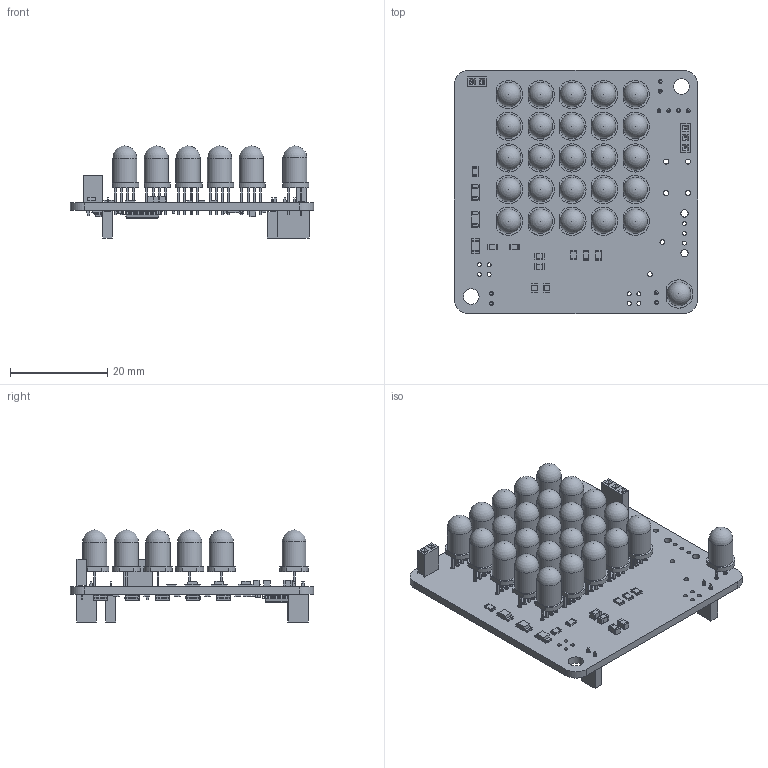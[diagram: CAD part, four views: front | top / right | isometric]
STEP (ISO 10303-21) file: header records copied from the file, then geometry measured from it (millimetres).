
FILE_DESCRIPTION(('KiCad electronic assembly'),'2;1');
FILE_NAME('led_2048.step','2024-08-15T23:24:07',('Pcbnew'),('Kicad'), 'Open CASCADE STEP processor 7.8','KiCad to STEP converter','Unknown' );
FILE_SCHEMA(('AUTOMOTIVE_DESIGN { 1 0 10303 214 1 1 1 1 }'));
Length unit declared in the file: millimetre
Products named in the file (26): led_2048 1; LED_D5.0mm-4_RGB; LED_D5.0mm-4; R_0805_2012Metric; C_0805_2012Metric; LED_D5.0mm; LED_1206_3216Metric; PinSocket_1x03_P2.00mm_Vertical; PinSocket_1x03_P200mm_Vertical; PinSocket_1x02_P2.00mm_Vertical; PinSocket_1x02_P200mm_Vertical; SOT-23-3; C_0402_1005Metric; PinSocket_1x04_P2.00mm_Vertical; PinSocket_1x04_P200mm_Vertical; LQFP-48_7x7mm_P0.5mm; LQFP_48_7x7mm_P05mm; R_0603_1608Metric; _autosave-led_2048_PCB
Assembly tree (78 placements, depth 3):
  led_2048 1
    LED_D5.0mm-4_RGB  x25
      LED_D5.0mm-4
    R_0805_2012Metric  x12
      R_0805_2012Metric
    C_0805_2012Metric  x5
      C_0805_2012Metric
    LED_D5.0mm
      LED_D5.0mm
    LED_1206_3216Metric  x3
      LED_1206_3216Metric
    PinSocket_1x03_P2.00mm_Vertical
      PinSocket_1x03_P200mm_Vertical
    PinSocket_1x02_P2.00mm_Vertical  x4
      PinSocket_1x02_P200mm_Vertical
    SOT-23-3  x5
      SOT-23-3
    C_0402_1005Metric  x5
      C_0402_1005Metric
    PinSocket_1x04_P2.00mm_Vertical
      PinSocket_1x04_P200mm_Vertical
    LQFP-48_7x7mm_P0.5mm
      LQFP_48_7x7mm_P05mm
    R_0603_1608Metric  x2
      R_0603_1608Metric
    _autosave-led_2048_PCB
Bounding box: 50 x 50 x 18.9 mm (x, y, z)
Volume: 8486.9 mm3; surface area: 12361.2 mm2
Topology: 66 solids, 66 shells, 3242 faces, 8337 edges, 5378 vertices
Faces by surface type: plane 2353, cylinder 703, bspline 160, sphere 26
Full cylindrical faces by diameter (mm): 0.5 x1, 0.8 x123, 0.813 x3, 0.9 x2, 1 x2, 1.05 x4, 1.499 x2, 3.2 x2, 4.9 x1, 5 x25
Entity records: 59396 total; most frequent: CARTESIAN_POINT 11360, ORIENTED_EDGE 7938, DIRECTION 7637, EDGE_CURVE 3969, LINE 3087, VECTOR 3087, VERTEX_POINT 2546, AXIS2_PLACEMENT_3D 2275
